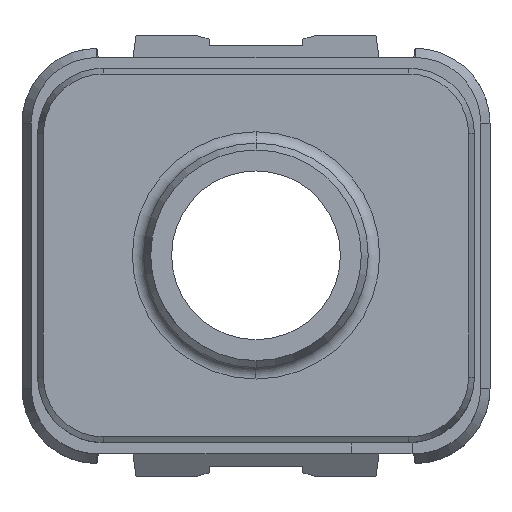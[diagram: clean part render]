
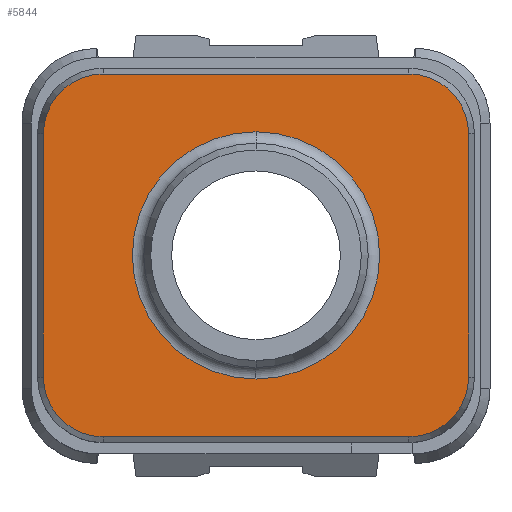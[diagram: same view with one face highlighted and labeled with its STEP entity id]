
A CAD part, top view. The second image highlights one B-rep face of the part: STEP entity #5844.
In plain terms, the highlighted planar face has unit normal (0, 0, 1).
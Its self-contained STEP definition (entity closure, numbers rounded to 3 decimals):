
#206=CARTESIAN_POINT('',(-4.9,3.9,4.18));
#207=DIRECTION('',(0.,0.,-1.));
#208=DIRECTION('',(-1.,0.,0.));
#209=AXIS2_PLACEMENT_3D('',#206,#207,#208);
#211=DIRECTION('',(1.,0.,0.));
#212=VECTOR('',#211,9.8);
#213=CARTESIAN_POINT('',(-4.9,5.812,4.18));
#214=LINE('',#213,#212);
#215=CARTESIAN_POINT('',(4.9,3.9,4.18));
#216=DIRECTION('',(0.,0.,-1.));
#217=DIRECTION('',(0.,1.,0.));
#218=AXIS2_PLACEMENT_3D('',#215,#216,#217);
#220=DIRECTION('',(0.,-1.,0.));
#221=VECTOR('',#220,7.8);
#222=CARTESIAN_POINT('',(6.812,3.9,4.18));
#223=LINE('',#222,#221);
#224=CARTESIAN_POINT('',(4.9,-3.9,4.18));
#225=DIRECTION('',(0.,0.,-1.));
#226=DIRECTION('',(1.,0.,0.));
#227=AXIS2_PLACEMENT_3D('',#224,#225,#226);
#229=DIRECTION('',(-1.,0.,0.));
#230=VECTOR('',#229,9.8);
#231=CARTESIAN_POINT('',(4.9,-5.812,4.18));
#232=LINE('',#231,#230);
#233=CARTESIAN_POINT('',(-4.9,-3.9,4.18));
#234=DIRECTION('',(0.,0.,-1.));
#235=DIRECTION('',(0.,-1.,0.));
#236=AXIS2_PLACEMENT_3D('',#233,#234,#235);
#238=DIRECTION('',(0.,1.,0.));
#239=VECTOR('',#238,7.8);
#240=CARTESIAN_POINT('',(-6.812,-3.9,4.18));
#241=LINE('',#240,#239);
#242=CARTESIAN_POINT('',(0.,0.,4.18));
#243=DIRECTION('',(0.,0.,1.));
#244=DIRECTION('',(0.,-1.,0.));
#245=AXIS2_PLACEMENT_3D('',#242,#243,#244);
#247=CARTESIAN_POINT('',(0.,0.,4.18));
#248=DIRECTION('',(0.,0.,1.));
#249=DIRECTION('',(0.,1.,0.));
#250=AXIS2_PLACEMENT_3D('',#247,#248,#249);
#4649=CARTESIAN_POINT('',(-6.812,3.9,4.18));
#4650=CARTESIAN_POINT('',(-4.9,5.812,4.18));
#4651=VERTEX_POINT('',#4649);
#4652=VERTEX_POINT('',#4650);
#4655=CARTESIAN_POINT('',(4.9,5.812,4.18));
#4656=VERTEX_POINT('',#4655);
#4659=CARTESIAN_POINT('',(6.812,3.9,4.18));
#4660=VERTEX_POINT('',#4659);
#4663=CARTESIAN_POINT('',(6.812,-3.9,4.18));
#4664=VERTEX_POINT('',#4663);
#4667=CARTESIAN_POINT('',(4.9,-5.812,4.18));
#4668=VERTEX_POINT('',#4667);
#4671=CARTESIAN_POINT('',(-4.9,-5.812,
4.18));
#4672=VERTEX_POINT('',#4671);
#4675=CARTESIAN_POINT('',(-6.812,-3.9,4.18));
#4676=VERTEX_POINT('',#4675);
#5244=CARTESIAN_POINT('',(0.,-3.963,4.18));
#5245=CARTESIAN_POINT('',(0.,3.963,4.18));
#5246=VERTEX_POINT('',#5244);
#5247=VERTEX_POINT('',#5245);
#5823=CARTESIAN_POINT('',(0.,0.,4.18));
#5824=DIRECTION('',(0.,0.,-1.));
#5825=DIRECTION('',(1.,0.,0.));
#5826=AXIS2_PLACEMENT_3D('',#5823,#5824,#5825);
#5827=PLANE('',#5826);
#5828=ORIENTED_EDGE('',*,*,#5664,.T.);
#5829=ORIENTED_EDGE('',*,*,#5705,.T.);
#5830=ORIENTED_EDGE('',*,*,#5720,.T.);
#5831=ORIENTED_EDGE('',*,*,#5761,.T.);
#5832=ORIENTED_EDGE('',*,*,#5775,.T.);
#5833=ORIENTED_EDGE('',*,*,#5592,.T.);
#5834=ORIENTED_EDGE('',*,*,#5608,.T.);
#5835=ORIENTED_EDGE('',*,*,#5649,.T.);
#5836=EDGE_LOOP('',(#5828,#5829,#5830,#5831,#5832,#5833,#5834,#5835));
#5837=FACE_OUTER_BOUND('',#5836,.F.);
#5839=ORIENTED_EDGE('',*,*,#5838,.T.);
#5841=ORIENTED_EDGE('',*,*,#5840,.T.);
#5842=EDGE_LOOP('',(#5839,#5841));
#5843=FACE_BOUND('',#5842,.F.);
#5844=ADVANCED_FACE('',(#5837,#5843),#5827,.F.);
#210=CIRCLE('',#209,1.912);
#219=CIRCLE('',#218,1.912);
#228=CIRCLE('',#227,1.912);
#237=CIRCLE('',#236,1.912);
#246=CIRCLE('',#245,3.963);
#251=CIRCLE('',#250,3.963);
#5592=EDGE_CURVE('',#4668,#4672,#232,.T.);
#5608=EDGE_CURVE('',#4672,#4676,#237,.T.);
#5649=EDGE_CURVE('',#4676,#4651,#241,.T.);
#5664=EDGE_CURVE('',#4651,#4652,#210,.T.);
#5705=EDGE_CURVE('',#4652,#4656,#214,.T.);
#5720=EDGE_CURVE('',#4656,#4660,#219,.T.);
#5761=EDGE_CURVE('',#4660,#4664,#223,.T.);
#5775=EDGE_CURVE('',#4664,#4668,#228,.T.);
#5838=EDGE_CURVE('',#5246,#5247,#246,.T.);
#5840=EDGE_CURVE('',#5247,#5246,#251,.T.);
